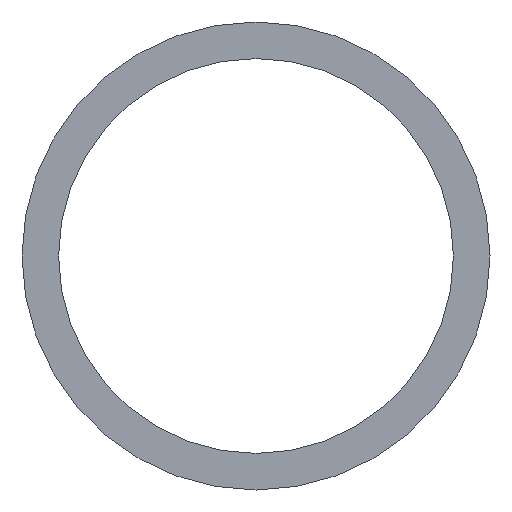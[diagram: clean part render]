
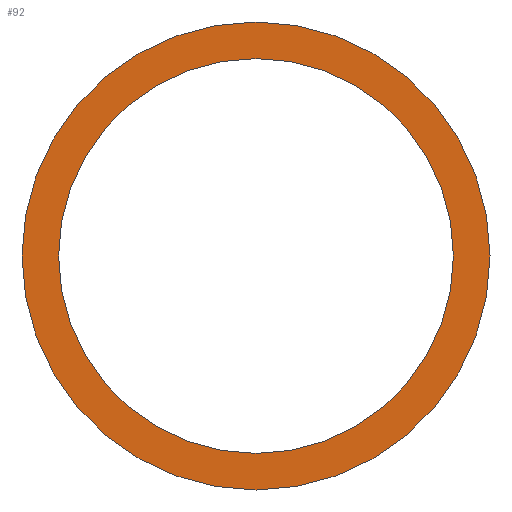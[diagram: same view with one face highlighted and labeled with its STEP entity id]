
A CAD part, front view. The second image highlights one B-rep face of the part: STEP entity #92.
In plain terms, the highlighted planar face has unit normal (0, -1, 0).
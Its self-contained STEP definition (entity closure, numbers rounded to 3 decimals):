
#1 = CIRCLE ( 'NONE', #198, 13.5 ) ;
#8 = CIRCLE ( 'NONE', #108, 16. ) ;
#12 = EDGE_LOOP ( 'NONE', ( #30, #203 ) ) ;
#23 = DIRECTION ( 'NONE',  ( 0., 1., 0. ) ) ;
#28 = AXIS2_PLACEMENT_3D ( 'NONE', #89, #36, #166 ) ;
#30 = ORIENTED_EDGE ( 'NONE', *, *, #47, .F. ) ;
#32 = EDGE_CURVE ( 'NONE', #106, #237, #8, .T. ) ;
#36 = DIRECTION ( 'NONE',  ( 0., 1., 0. ) ) ;
#44 = CARTESIAN_POINT ( 'NONE',  ( 0., 0., 13.5 ) ) ;
#47 = EDGE_CURVE ( 'NONE', #237, #106, #77, .T. ) ;
#48 = FACE_OUTER_BOUND ( 'NONE', #12, .T. ) ;
#57 = DIRECTION ( 'NONE',  ( 0., 1., 0. ) ) ;
#63 = DIRECTION ( 'NONE',  ( 0., 0., 1. ) ) ;
#64 = CARTESIAN_POINT ( 'NONE',  ( 0., 0., -13.5 ) ) ;
#70 = EDGE_CURVE ( 'NONE', #239, #103, #102, .T. ) ;
#77 = CIRCLE ( 'NONE', #28, 16. ) ;
#79 = CARTESIAN_POINT ( 'NONE',  ( 0., 0., -16. ) ) ;
#89 = CARTESIAN_POINT ( 'NONE',  ( 0., 0., 0. ) ) ;
#92 = ADVANCED_FACE ( 'NONE', ( #48, #193 ), #111, .F. ) ;
#93 = CARTESIAN_POINT ( 'NONE',  ( 0., 0., 0. ) ) ;
#102 = CIRCLE ( 'NONE', #169, 13.5 ) ;
#103 = VERTEX_POINT ( 'NONE', #44 ) ;
#106 = VERTEX_POINT ( 'NONE', #191 ) ;
#108 = AXIS2_PLACEMENT_3D ( 'NONE', #226, #57, #163 ) ;
#111 = PLANE ( 'NONE',  #115 ) ;
#114 = ORIENTED_EDGE ( 'NONE', *, *, #70, .T. ) ;
#115 = AXIS2_PLACEMENT_3D ( 'NONE', #93, #23, #63 ) ;
#126 = EDGE_LOOP ( 'NONE', ( #114, #207 ) ) ;
#142 = EDGE_CURVE ( 'NONE', #103, #239, #1, .T. ) ;
#143 = DIRECTION ( 'NONE',  ( 0., 0., 1. ) ) ;
#163 = DIRECTION ( 'NONE',  ( 0., 0., 1. ) ) ;
#166 = DIRECTION ( 'NONE',  ( 0., 0., 1. ) ) ;
#167 = DIRECTION ( 'NONE',  ( 0., 0., 1. ) ) ;
#168 = DIRECTION ( 'NONE',  ( 0., 1., 0. ) ) ;
#169 = AXIS2_PLACEMENT_3D ( 'NONE', #234, #168, #167 ) ;
#191 = CARTESIAN_POINT ( 'NONE',  ( 0., 0., 16. ) ) ;
#193 = FACE_BOUND ( 'NONE', #126, .T. ) ;
#198 = AXIS2_PLACEMENT_3D ( 'NONE', #227, #210, #143 ) ;
#203 = ORIENTED_EDGE ( 'NONE', *, *, #32, .F. ) ;
#207 = ORIENTED_EDGE ( 'NONE', *, *, #142, .T. ) ;
#210 = DIRECTION ( 'NONE',  ( 0., 1., 0. ) ) ;
#226 = CARTESIAN_POINT ( 'NONE',  ( 0., 0., 0. ) ) ;
#227 = CARTESIAN_POINT ( 'NONE',  ( 0., 0., 0. ) ) ;
#234 = CARTESIAN_POINT ( 'NONE',  ( 0., 0., 0. ) ) ;
#237 = VERTEX_POINT ( 'NONE', #79 ) ;
#239 = VERTEX_POINT ( 'NONE', #64 ) ;
